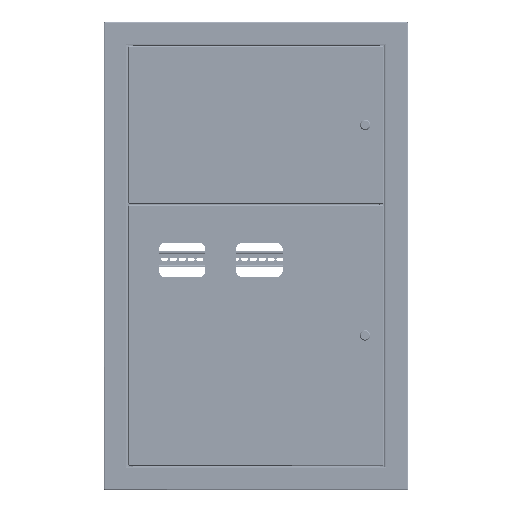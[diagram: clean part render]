
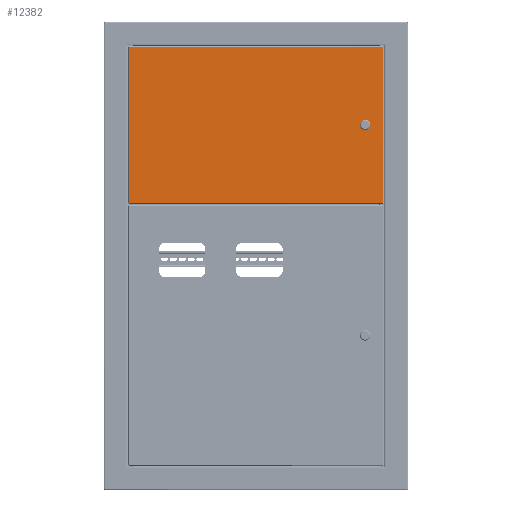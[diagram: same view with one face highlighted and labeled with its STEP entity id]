
A CAD part, top view. The second image highlights one B-rep face of the part: STEP entity #12382.
In plain terms, the highlighted planar face has unit normal (0, 0, 1).
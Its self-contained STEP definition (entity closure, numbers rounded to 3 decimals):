
#749 = DIRECTION ( 'NONE',  ( 0., 0., 1. ) ) ;
#1319 = EDGE_CURVE ( 'NONE', #54905, #29704, #66065, .T. ) ;
#2264 = VECTOR ( 'NONE', #10496, 1000. ) ;
#2526 = VERTEX_POINT ( 'NONE', #66888 ) ;
#3178 = CARTESIAN_POINT ( 'NONE',  ( 177.45, 40., 0. ) ) ;
#4561 = CIRCLE ( 'NONE', #31855, 9.25 ) ;
#4564 = CARTESIAN_POINT ( 'NONE',  ( 171.849, 48.5, 0. ) ) ;
#6621 = CARTESIAN_POINT ( 'NONE',  ( 164.551, 31.5, 0. ) ) ;
#6783 = CARTESIAN_POINT ( 'NONE',  ( 164.551, 48.5, 0. ) ) ;
#8720 = AXIS2_PLACEMENT_3D ( 'NONE', #53493, #37447, #60168 ) ;
#10496 = DIRECTION ( 'NONE',  ( 1., 0., 0. ) ) ;
#12382 = ADVANCED_FACE ( 'NONE', ( #65741, #14755 ), #30801, .F. ) ;
#13131 = VERTEX_POINT ( 'NONE', #42860 ) ;
#13607 = DIRECTION ( 'NONE',  ( -1., 0., 0. ) ) ;
#13948 = ORIENTED_EDGE ( 'NONE', *, *, #35905, .F. ) ;
#14371 = DIRECTION ( 'NONE',  ( 0., 1., 0. ) ) ;
#14755 = FACE_OUTER_BOUND ( 'NONE', #15025, .T. ) ;
#15025 = EDGE_LOOP ( 'NONE', ( #51106, #63467, #22586, #17101 ) ) ;
#15078 = AXIS2_PLACEMENT_3D ( 'NONE', #23078, #51376, #38761 ) ;
#16825 = CARTESIAN_POINT ( 'NONE',  ( 168.2, 40., 0. ) ) ;
#16870 = EDGE_CURVE ( 'NONE', #2526, #13131, #20433, .T. ) ;
#17101 = ORIENTED_EDGE ( 'NONE', *, *, #16870, .T. ) ;
#17195 = DIRECTION ( 'NONE',  ( 0., 0., 1. ) ) ;
#18042 = CARTESIAN_POINT ( 'NONE',  ( 334.7, 544., 0. ) ) ;
#18668 = VECTOR ( 'NONE', #14371, 1000. ) ;
#20433 = LINE ( 'NONE', #59523, #58930 ) ;
#22022 = CIRCLE ( 'NONE', #63607, 9.25 ) ;
#22586 = ORIENTED_EDGE ( 'NONE', *, *, #48726, .T. ) ;
#23078 = CARTESIAN_POINT ( 'NONE',  ( 168.2, 40., 0. ) ) ;
#23443 = DIRECTION ( 'NONE',  ( 1., 0., 0. ) ) ;
#23828 = VERTEX_POINT ( 'NONE', #3178 ) ;
#24432 = EDGE_CURVE ( 'NONE', #13131, #38654, #50676, .T. ) ;
#27138 = VECTOR ( 'NONE', #13607, 1000. ) ;
#28384 = EDGE_CURVE ( 'NONE', #29704, #64747, #22022, .T. ) ;
#28567 = DIRECTION ( 'NONE',  ( -1., 0., 0. ) ) ;
#29625 = ORIENTED_EDGE ( 'NONE', *, *, #68941, .F. ) ;
#29704 = VERTEX_POINT ( 'NONE', #6783 ) ;
#30766 = CARTESIAN_POINT ( 'NONE',  ( 171.849, 31.5, 0. ) ) ;
#30801 = PLANE ( 'NONE',  #8720 ) ;
#31607 = DIRECTION ( 'NONE',  ( 0., -1., 0. ) ) ;
#31855 = AXIS2_PLACEMENT_3D ( 'NONE', #41656, #749, #23443 ) ;
#33416 = VERTEX_POINT ( 'NONE', #30766 ) ;
#35682 = CARTESIAN_POINT ( 'NONE',  ( 171.849, 31.5, 0. ) ) ;
#35905 = EDGE_CURVE ( 'NONE', #64747, #33416, #40897, .T. ) ;
#36784 = VECTOR ( 'NONE', #28567, 1000. ) ;
#37447 = DIRECTION ( 'NONE',  ( 0., 0., -1. ) ) ;
#38250 = ORIENTED_EDGE ( 'NONE', *, *, #28384, .F. ) ;
#38654 = VERTEX_POINT ( 'NONE', #60224 ) ;
#38761 = DIRECTION ( 'NONE',  ( 1., 0., 0. ) ) ;
#40897 = LINE ( 'NONE', #35682, #70310 ) ;
#41656 = CARTESIAN_POINT ( 'NONE',  ( 168.2, 40., 0. ) ) ;
#42860 = CARTESIAN_POINT ( 'NONE',  ( 1.7, 1.7, 0. ) ) ;
#47841 = CARTESIAN_POINT ( 'NONE',  ( 171.849, 48.5, 0. ) ) ;
#48726 = EDGE_CURVE ( 'NONE', #49245, #2526, #68024, .T. ) ;
#49245 = VERTEX_POINT ( 'NONE', #18042 ) ;
#50676 = LINE ( 'NONE', #61475, #2264 ) ;
#51106 = ORIENTED_EDGE ( 'NONE', *, *, #24432, .T. ) ;
#51376 = DIRECTION ( 'NONE',  ( 0., 0., 1. ) ) ;
#51612 = CARTESIAN_POINT ( 'NONE',  ( 334.993, 544., 0. ) ) ;
#53493 = CARTESIAN_POINT ( 'NONE',  ( 0., 545.7, 0. ) ) ;
#54905 = VERTEX_POINT ( 'NONE', #4564 ) ;
#56779 = ORIENTED_EDGE ( 'NONE', *, *, #1319, .F. ) ;
#58644 = LINE ( 'NONE', #64240, #18668 ) ;
#58930 = VECTOR ( 'NONE', #31607, 1000. ) ;
#59063 = CIRCLE ( 'NONE', #15078, 9.25 ) ;
#59523 = CARTESIAN_POINT ( 'NONE',  ( 1.7, 544.293, 0. ) ) ;
#60168 = DIRECTION ( 'NONE',  ( -1., 0., 0. ) ) ;
#60224 = CARTESIAN_POINT ( 'NONE',  ( 334.7, 1.7, 0. ) ) ;
#61475 = CARTESIAN_POINT ( 'NONE',  ( 1.7, 1.7, 0. ) ) ;
#62157 = ORIENTED_EDGE ( 'NONE', *, *, #65489, .F. ) ;
#62594 = DIRECTION ( 'NONE',  ( 1., 0., 0. ) ) ;
#63467 = ORIENTED_EDGE ( 'NONE', *, *, #67789, .T. ) ;
#63607 = AXIS2_PLACEMENT_3D ( 'NONE', #16825, #17195, #62594 ) ;
#64240 = CARTESIAN_POINT ( 'NONE',  ( 334.7, 0., 0. ) ) ;
#64342 = DIRECTION ( 'NONE',  ( 1., 0., 0. ) ) ;
#64747 = VERTEX_POINT ( 'NONE', #6621 ) ;
#65489 = EDGE_CURVE ( 'NONE', #23828, #54905, #59063, .T. ) ;
#65741 = FACE_BOUND ( 'NONE', #73393, .T. ) ;
#66065 = LINE ( 'NONE', #47841, #27138 ) ;
#66888 = CARTESIAN_POINT ( 'NONE',  ( 1.7, 544., 0. ) ) ;
#67789 = EDGE_CURVE ( 'NONE', #38654, #49245, #58644, .T. ) ;
#68024 = LINE ( 'NONE', #51612, #36784 ) ;
#68941 = EDGE_CURVE ( 'NONE', #33416, #23828, #4561, .T. ) ;
#70310 = VECTOR ( 'NONE', #64342, 1000. ) ;
#73393 = EDGE_LOOP ( 'NONE', ( #56779, #62157, #29625, #13948, #38250 ) ) ;
